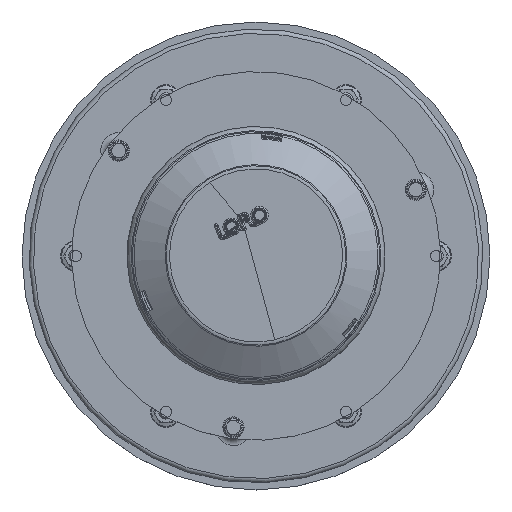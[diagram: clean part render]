
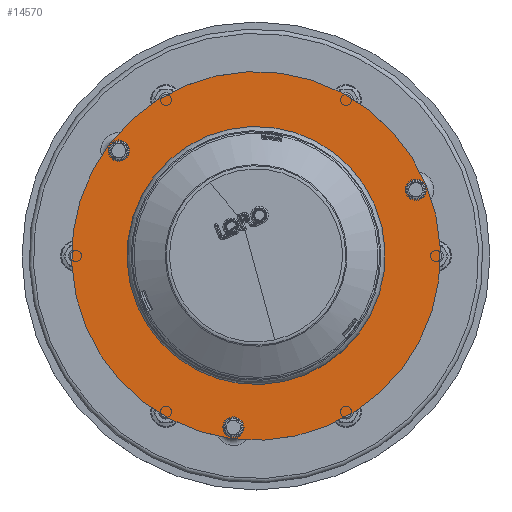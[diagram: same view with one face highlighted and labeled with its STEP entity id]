
A CAD part, top view. The second image highlights one B-rep face of the part: STEP entity #14570.
In plain terms, the highlighted planar face has unit normal (0, 0, 1).
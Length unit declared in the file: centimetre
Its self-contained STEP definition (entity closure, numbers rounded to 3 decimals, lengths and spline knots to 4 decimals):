
#564=FACE_BOUND('',#2379,.T.);
#565=FACE_BOUND('',#2380,.T.);
#566=FACE_BOUND('',#2381,.T.);
#567=FACE_BOUND('',#2382,.T.);
#792=PLANE('',#15721);
#1435=FACE_OUTER_BOUND('',#2378,.T.);
#2378=EDGE_LOOP('',(#10626));
#2379=EDGE_LOOP('',(#10627));
#2380=EDGE_LOOP('',(#10628));
#2381=EDGE_LOOP('',(#10629));
#2382=EDGE_LOOP('',(#10630));
#5534=CIRCLE('',#15707,4.);
#5536=CIRCLE('',#15710,84.5);
#5538=CIRCLE('',#15713,4.);
#5540=CIRCLE('',#15716,4.);
#5542=CIRCLE('',#15719,130.);
#6498=VERTEX_POINT('',#22645);
#6500=VERTEX_POINT('',#22651);
#6502=VERTEX_POINT('',#22657);
#6504=VERTEX_POINT('',#22663);
#6506=VERTEX_POINT('',#22669);
#8038=EDGE_CURVE('',#6498,#6498,#5534,.T.);
#8041=EDGE_CURVE('',#6500,#6500,#5536,.T.);
#8044=EDGE_CURVE('',#6502,#6502,#5538,.T.);
#8047=EDGE_CURVE('',#6504,#6504,#5540,.T.);
#8050=EDGE_CURVE('',#6506,#6506,#5542,.T.);
#10626=ORIENTED_EDGE('',*,*,#8050,.T.);
#10627=ORIENTED_EDGE('',*,*,#8047,.T.);
#10628=ORIENTED_EDGE('',*,*,#8044,.T.);
#10629=ORIENTED_EDGE('',*,*,#8041,.T.);
#10630=ORIENTED_EDGE('',*,*,#8038,.T.);
#14570=ADVANCED_FACE('',(#1435,#564,#565,#566,#567),#792,.T.);
#15707=AXIS2_PLACEMENT_3D('',#22647,#18134,#18135);
#15710=AXIS2_PLACEMENT_3D('',#22653,#18141,#18142);
#15713=AXIS2_PLACEMENT_3D('',#22659,#18148,#18149);
#15716=AXIS2_PLACEMENT_3D('',#22665,#18155,#18156);
#15719=AXIS2_PLACEMENT_3D('',#22671,#18162,#18163);
#15721=AXIS2_PLACEMENT_3D('',#22673,#18166,#18167);
#18134=DIRECTION('center_axis',(0.,0.,-1.));
#18135=DIRECTION('ref_axis',(0.383,-0.924,0.));
#18141=DIRECTION('center_axis',(0.,0.,-1.));
#18142=DIRECTION('ref_axis',(-0.383,0.924,0.));
#18148=DIRECTION('center_axis',(0.,0.,-1.));
#18149=DIRECTION('ref_axis',(-0.383,0.924,0.));
#18155=DIRECTION('center_axis',(0.,0.,-1.));
#18156=DIRECTION('ref_axis',(-0.383,0.924,0.));
#18162=DIRECTION('center_axis',(0.,0.,1.));
#18163=DIRECTION('ref_axis',(-0.383,0.924,0.));
#18166=DIRECTION('center_axis',(0.,0.,1.));
#18167=DIRECTION('ref_axis',(0.924,0.383,0.));
#22645=CARTESIAN_POINT('',(77.6621,30.9191,172.));
#22647=CARTESIAN_POINT('Origin',(79.1928,27.2236,172.));
#22651=CARTESIAN_POINT('',(127.4538,70.1121,172.));
#22653=CARTESIAN_POINT('Origin',(95.117,148.1799,172.));
#22657=CARTESIAN_POINT('',(209.3611,191.1718,172.));
#22659=CARTESIAN_POINT('Origin',(207.8303,194.8673,172.));
#22663=CARTESIAN_POINT('',(-0.1414,218.7533,172.));
#22665=CARTESIAN_POINT('Origin',(-1.6721,222.4488,172.));
#22669=CARTESIAN_POINT('',(144.8659,28.0756,172.));
#22671=CARTESIAN_POINT('Origin',(95.117,148.1799,172.));
#22673=CARTESIAN_POINT('Origin',(95.117,148.1799,172.));
